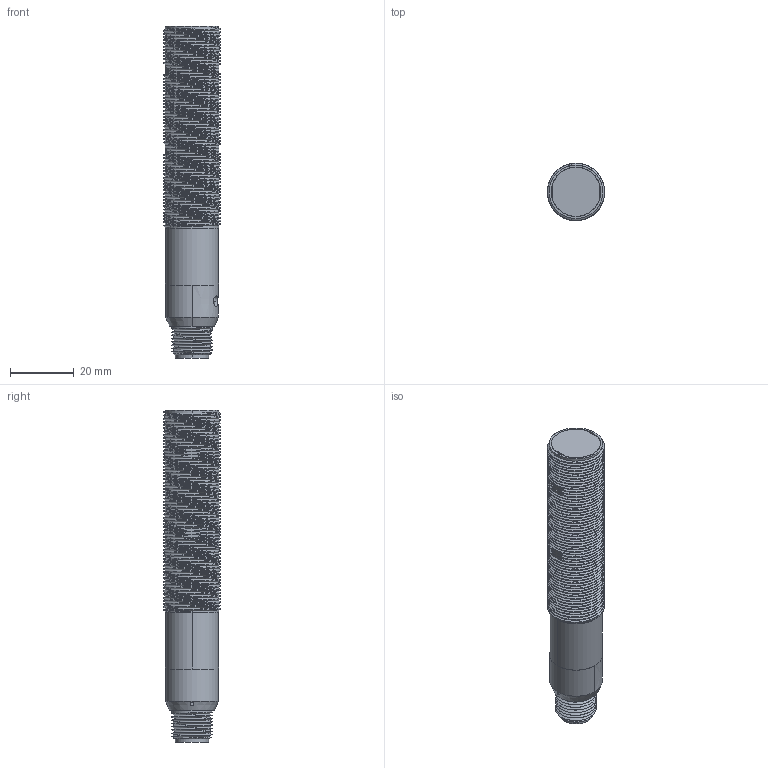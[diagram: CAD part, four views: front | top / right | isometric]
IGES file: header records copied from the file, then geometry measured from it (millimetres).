
Start section:  PTC IGES file: 155351.igs
Global section: file name: 155351.igs; native system: Pro/ENGINEER by Parametric Technology Corporation; preprocessor: 2009141; author: banengservice; organization: Unknown; date: 20110203.110221; units: inch
Bounding box: 17.88 x 17.88 x 103.92 mm (x, y, z)
Volume: 7360.9 mm3; surface area: 15234.9 mm2
Topology: 1 solids, 2 shells, 479 faces, 1221 edges, 768 vertices
Faces by surface type: revolution 260, bspline 213, extrusion 6
